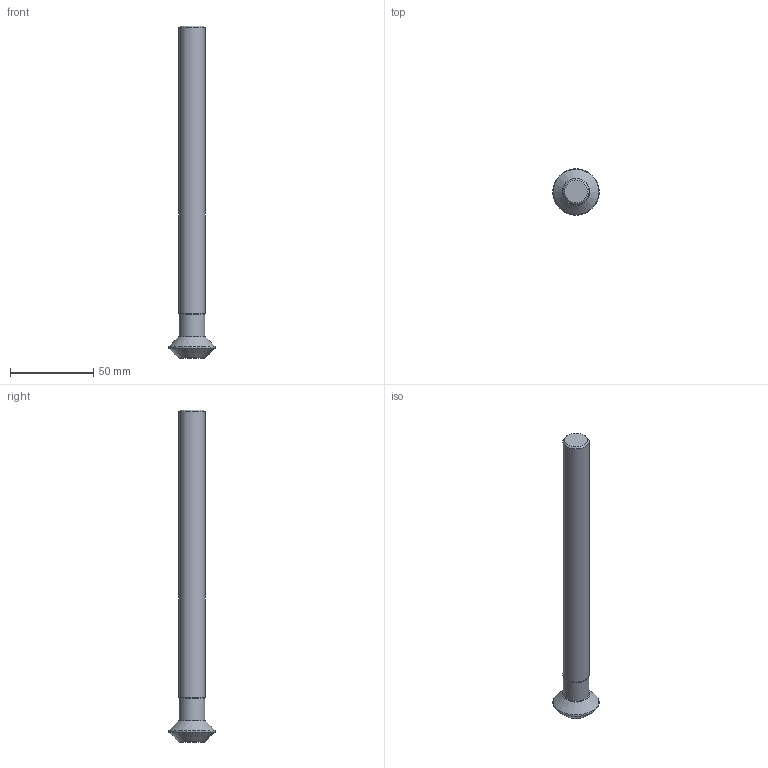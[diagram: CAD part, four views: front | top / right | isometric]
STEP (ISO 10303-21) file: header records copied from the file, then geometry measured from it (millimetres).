
FILE_DESCRIPTION(/* description */ (''),/* implementation_level */ '2;1');
FILE_NAME(/* name */ '062N2R106C062_ISSD09_115010294ndi000_00_SIM.stp',/* time_stamp */ '2019-12-12T07:47:26+01:00',/* author */ (''),/* organization */ (''),/* preprocessor_version */ 'ST-DEVELOPER v16.7',/* originating_system */ 'SIEMENS PLM Software NX 12.0',/* authorisation */ '');
FILE_SCHEMA (('AUTOMOTIVE_DESIGN { 1 0 10303 214 3 1 1 1 }'));
Length unit declared in the file: millimetre
Products named in the file (1): pp072514B872dxns
Bounding box: 28.02 x 28.02 x 200 mm (x, y, z)
Volume: 45323.8 mm3; surface area: 12501.1 mm2
Topology: 2 solids, 2 shells, 18 faces, 39 edges, 22 vertices
Faces by surface type: cone 6, torus 6, cylinder 2, revolution 2, plane 1, bspline 1
Full cylindrical faces by diameter (mm): 15.5 x1, 15.875 x1
Entity records: 531 total; most frequent: CARTESIAN_POINT 191, DIRECTION 66, FACE_BOUND 34, EDGE_LOOP 34, ORIENTED_EDGE 34, AXIS2_PLACEMENT_3D 31, ADVANCED_FACE 18, VERTEX_POINT 18
